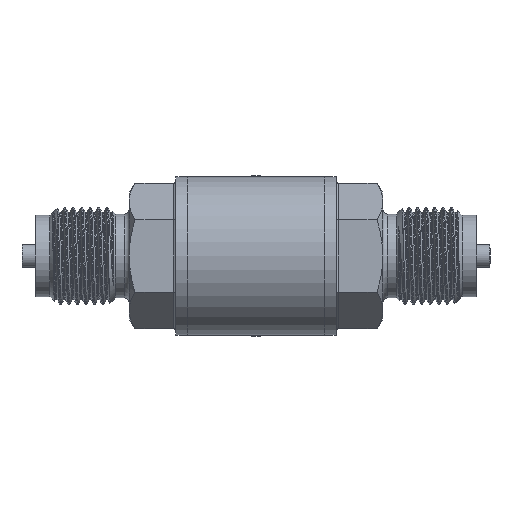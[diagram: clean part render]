
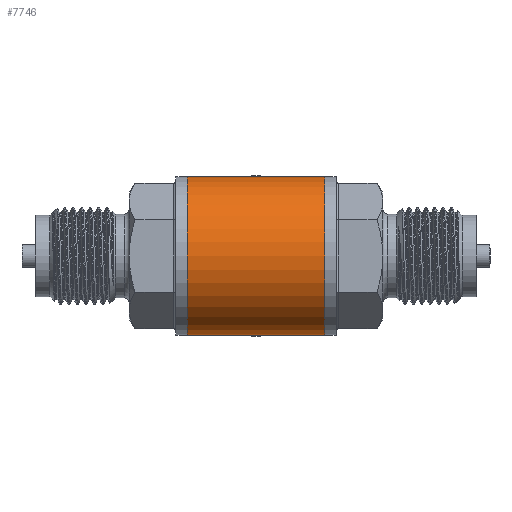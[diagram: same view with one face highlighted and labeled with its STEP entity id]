
A CAD part, front view. The second image highlights one B-rep face of the part: STEP entity #7746.
In plain terms, the highlighted cylindrical face has radius 17 mm (diameter 34 mm), a full revolution.
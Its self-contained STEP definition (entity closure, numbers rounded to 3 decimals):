
#126=FACE_BOUND('',#1398,.T.);
#913=FACE_OUTER_BOUND('',#1397,.T.);
#1397=EDGE_LOOP('',(#7026,#7027,#7028,#7029));
#1398=EDGE_LOOP('',(#7030,#7031));
#1545=CIRCLE('',#8123,17.);
#1546=CIRCLE('',#8124,17.);
#2174=B_SPLINE_CURVE_WITH_KNOTS('',3,(#27485,#27486,#27487,#27488,#27489,
#27490,#27491,#27492,#27493,#27494,#27495,#27496,#27497,#27498,#27499,#27500,
#27501,#27502,#27503,#27504),.UNSPECIFIED.,.F.,.F.,(4,2,2,2,2,2,2,2,2,4),
(-5.022,-4.957,-4.66,-4.362,
-4.065,-3.767,-3.47,-2.9,
-2.615,-2.33),.UNSPECIFIED.);
#2175=B_SPLINE_CURVE_WITH_KNOTS('',3,(#27505,#27506,#27507,#27508,#27509,
#27510,#27511,#27512,#27513,#27514,#27515,#27516,#27517,#27518,#27519,#27520,
#27521,#27522,#27523,#27524,#27525,#27526,#27527,#27528,#27529,#27530,#27531,
#27532,#27533,#27534,#27535,#27536,#27537,#27538,#27539,#27540,#27541,#27542,
#27543,#27544,#27545,#27546,#27547),.UNSPECIFIED.,.F.,.F.,(4,2,2,2,2,2,
2,3,2,2,2,2,2,2,2,2,2,2,2,2,4),(-2.33,-2.045,-1.76,
-1.19,-0.893,-0.595,-0.298,
0.,0.298,0.595,0.893,1.19,
1.76,2.045,2.33,2.615,2.9,
3.47,3.767,4.065,4.297),
 .UNSPECIFIED.);
#2566=LINE('',#27563,#2953);
#2953=VECTOR('',#9112,17.);
#3670=VERTEX_POINT('',#27483);
#3671=VERTEX_POINT('',#27484);
#3674=VERTEX_POINT('',#27560);
#3675=VERTEX_POINT('',#27562);
#4800=EDGE_CURVE('',#3670,#3671,#2174,.T.);
#4801=EDGE_CURVE('',#3671,#3670,#2175,.T.);
#4806=EDGE_CURVE('',#3674,#3674,#1545,.T.);
#4807=EDGE_CURVE('',#3674,#3675,#2566,.T.);
#4808=EDGE_CURVE('',#3675,#3675,#1546,.T.);
#7026=ORIENTED_EDGE('',*,*,#4806,.F.);
#7027=ORIENTED_EDGE('',*,*,#4807,.T.);
#7028=ORIENTED_EDGE('',*,*,#4808,.F.);
#7029=ORIENTED_EDGE('',*,*,#4807,.F.);
#7030=ORIENTED_EDGE('',*,*,#4800,.T.);
#7031=ORIENTED_EDGE('',*,*,#4801,.T.);
#7324=CYLINDRICAL_SURFACE('',#8122,17.);
#7746=ADVANCED_FACE('',(#913,#126),#7324,.T.);
#8122=AXIS2_PLACEMENT_3D('',#27559,#9108,#9109);
#8123=AXIS2_PLACEMENT_3D('',#27561,#9110,#9111);
#8124=AXIS2_PLACEMENT_3D('',#27564,#9113,#9114);
#9108=DIRECTION('center_axis',(1.,0.,0.));
#9109=DIRECTION('ref_axis',(0.,0.,-1.));
#9110=DIRECTION('center_axis',(1.,0.,0.));
#9111=DIRECTION('ref_axis',(0.,0.,-1.));
#9112=DIRECTION('',(-1.,0.,0.));
#9113=DIRECTION('center_axis',(-1.,0.,0.));
#9114=DIRECTION('ref_axis',(0.,0.,-1.));
#27483=CARTESIAN_POINT('',(3.5,9.909,13.813));
#27484=CARTESIAN_POINT('',(-14.25,17.,0.));
#27485=CARTESIAN_POINT('Ctrl Pts',(3.5,9.909,13.813));
#27486=CARTESIAN_POINT('Ctrl Pts',(3.3,9.838,13.864));
#27487=CARTESIAN_POINT('Ctrl Pts',(3.099,9.772,13.911));
#27488=CARTESIAN_POINT('Ctrl Pts',(1.961,9.433,14.147));
#27489=CARTESIAN_POINT('Ctrl Pts',(0.992,9.27,14.25));
#27490=CARTESIAN_POINT('Ctrl Pts',(-0.992,9.27,
14.25));
#27491=CARTESIAN_POINT('Ctrl Pts',(-1.961,9.433,14.147));
#27492=CARTESIAN_POINT('Ctrl Pts',(-3.829,9.99,13.759));
#27493=CARTESIAN_POINT('Ctrl Pts',(-4.729,10.381,13.475));
#27494=CARTESIAN_POINT('Ctrl Pts',(-6.439,11.264,12.746));
#27495=CARTESIAN_POINT('Ctrl Pts',(-7.251,11.755,12.301));
#27496=CARTESIAN_POINT('Ctrl Pts',(-8.759,12.741,11.277));
#27497=CARTESIAN_POINT('Ctrl Pts',(-9.454,13.234,10.698));
#27498=CARTESIAN_POINT('Ctrl Pts',(-11.268,14.569,8.885));
#27499=CARTESIAN_POINT('Ctrl Pts',(-12.355,15.44,7.35));
#27500=CARTESIAN_POINT('Ctrl Pts',(-13.475,16.354,4.732));
#27501=CARTESIAN_POINT('Ctrl Pts',(-13.766,16.596,3.807));
#27502=CARTESIAN_POINT('Ctrl Pts',(-14.154,16.919,1.916));
#27503=CARTESIAN_POINT('Ctrl Pts',(-14.25,17.,0.95));
#27504=CARTESIAN_POINT('Ctrl Pts',(-14.25,17.,0.));
#27505=CARTESIAN_POINT('Ctrl Pts',(-14.25,17.,0.));
#27506=CARTESIAN_POINT('Ctrl Pts',(-14.25,17.,-0.95));
#27507=CARTESIAN_POINT('Ctrl Pts',(-14.154,16.919,-1.916));
#27508=CARTESIAN_POINT('Ctrl Pts',(-13.766,16.596,-3.807));
#27509=CARTESIAN_POINT('Ctrl Pts',(-13.475,16.354,-4.732));
#27510=CARTESIAN_POINT('Ctrl Pts',(-12.355,15.44,-7.35));
#27511=CARTESIAN_POINT('Ctrl Pts',(-11.268,14.569,-8.885));
#27512=CARTESIAN_POINT('Ctrl Pts',(-9.454,13.234,-10.698));
#27513=CARTESIAN_POINT('Ctrl Pts',(-8.759,12.741,-11.277));
#27514=CARTESIAN_POINT('Ctrl Pts',(-7.251,11.755,-12.301));
#27515=CARTESIAN_POINT('Ctrl Pts',(-6.439,11.264,-12.746));
#27516=CARTESIAN_POINT('Ctrl Pts',(-4.729,10.381,-13.475));
#27517=CARTESIAN_POINT('Ctrl Pts',(-3.829,9.99,-13.759));
#27518=CARTESIAN_POINT('Ctrl Pts',(-1.961,9.433,-14.147));
#27519=CARTESIAN_POINT('Ctrl Pts',(-0.992,9.27,
-14.25));
#27520=CARTESIAN_POINT('Ctrl Pts',(0.,9.27,-14.25));
#27521=CARTESIAN_POINT('Ctrl Pts',(0.992,9.27,-14.25));
#27522=CARTESIAN_POINT('Ctrl Pts',(1.961,9.433,-14.147));
#27523=CARTESIAN_POINT('Ctrl Pts',(3.829,9.99,-13.759));
#27524=CARTESIAN_POINT('Ctrl Pts',(4.729,10.381,-13.475));
#27525=CARTESIAN_POINT('Ctrl Pts',(6.439,11.264,-12.746));
#27526=CARTESIAN_POINT('Ctrl Pts',(7.251,11.755,-12.301));
#27527=CARTESIAN_POINT('Ctrl Pts',(8.759,12.741,-11.277));
#27528=CARTESIAN_POINT('Ctrl Pts',(9.454,13.234,-10.698));
#27529=CARTESIAN_POINT('Ctrl Pts',(11.268,14.569,-8.885));
#27530=CARTESIAN_POINT('Ctrl Pts',(12.355,15.44,-7.35));
#27531=CARTESIAN_POINT('Ctrl Pts',(13.475,16.354,-4.732));
#27532=CARTESIAN_POINT('Ctrl Pts',(13.766,16.596,-3.807));
#27533=CARTESIAN_POINT('Ctrl Pts',(14.154,16.919,-1.916));
#27534=CARTESIAN_POINT('Ctrl Pts',(14.25,17.,-0.95));
#27535=CARTESIAN_POINT('Ctrl Pts',(14.25,17.,0.95));
#27536=CARTESIAN_POINT('Ctrl Pts',(14.154,16.919,1.916));
#27537=CARTESIAN_POINT('Ctrl Pts',(13.766,16.596,3.807));
#27538=CARTESIAN_POINT('Ctrl Pts',(13.475,16.354,4.732));
#27539=CARTESIAN_POINT('Ctrl Pts',(12.355,15.44,7.35));
#27540=CARTESIAN_POINT('Ctrl Pts',(11.268,14.569,8.885));
#27541=CARTESIAN_POINT('Ctrl Pts',(9.454,13.234,10.698));
#27542=CARTESIAN_POINT('Ctrl Pts',(8.759,12.741,11.277));
#27543=CARTESIAN_POINT('Ctrl Pts',(7.251,11.755,12.301));
#27544=CARTESIAN_POINT('Ctrl Pts',(6.439,11.264,12.746));
#27545=CARTESIAN_POINT('Ctrl Pts',(4.915,10.477,13.395));
#27546=CARTESIAN_POINT('Ctrl Pts',(4.219,10.163,13.631));
#27547=CARTESIAN_POINT('Ctrl Pts',(3.5,9.909,13.813));
#27559=CARTESIAN_POINT('Origin',(0.,0.,0.));
#27560=CARTESIAN_POINT('',(14.7,0.,17.));
#27561=CARTESIAN_POINT('Origin',(14.7,0.,0.));
#27562=CARTESIAN_POINT('',(-14.7,0.,17.));
#27563=CARTESIAN_POINT('',(0.,0.,17.));
#27564=CARTESIAN_POINT('Origin',(-14.7,0.,0.));
